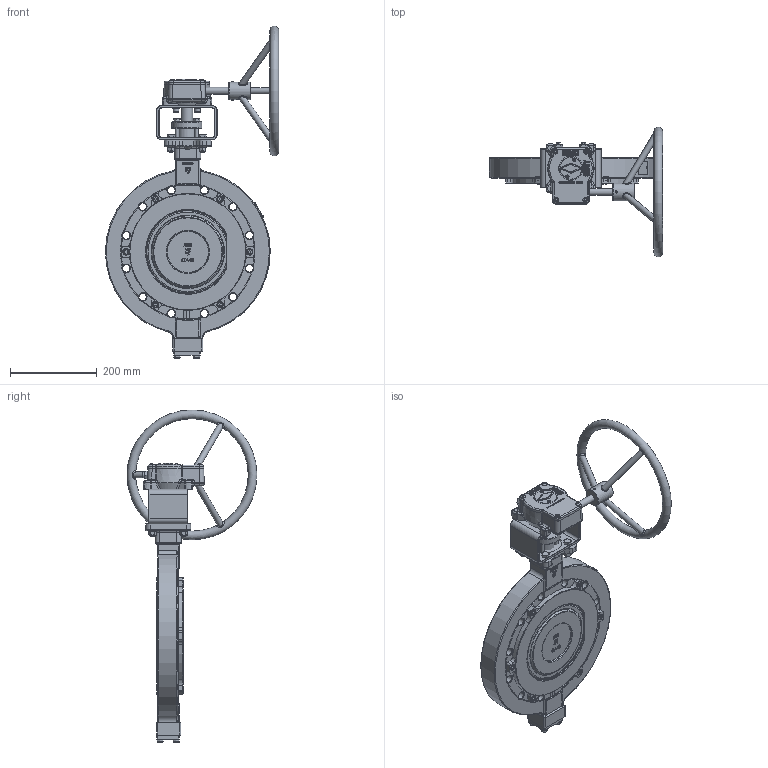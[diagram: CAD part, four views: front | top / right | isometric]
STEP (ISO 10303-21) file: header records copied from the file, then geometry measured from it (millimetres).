
FILE_DESCRIPTION(('HOOPS Exchange Step'),'2;1');
FILE_NAME('AK12_DN200_PN16_Getriebe.stp','2024-11-22T10:45:20+01:00',('nieru'),('Unknown organisation'),'HOOPS Exchange 2024.2','HOOPS Exchange','Unknown authorisation');
FILE_SCHEMA( ('AP203_CONFIGURATION_CONTROLLED_3D_DESIGN_OF_MECHANICAL_PARTS_AND_ASSEMBLIES_MIM_LF') );
Length unit declared in the file: millimetre
Products named in the file (10): 0; root
Assembly tree (9 placements, depth 4):
  root
    0
    0
      0
      0
      0
      0
        0
      0
        0
Bounding box: 400.34 x 300 x 767.4 mm (x, y, z)
Volume: 6184393.2 mm3; surface area: 807720.8 mm2
Topology: 79 solids, 708 shells, 2920 faces, 8577 edges, 6447 vertices
Faces by surface type: bspline 803, plane 782, cylinder 735, cone 298, torus 265, sphere 37
Full cylindrical faces by diameter (mm): 4.2 x2, 6.8 x3, 8 x7, 9 x4, 10 x4, 10.106 x4, 10.5 x4, 11 x4, 12 x4, 13 x13, 14 x3, 14.6 x4, 14.8 x4, 15 x2, 16 x9, 17.15 x1, 17.5 x12, 18.1 x4, 22 x2, 22.594 x4, 25 x1, 26.689 x1, 35 x1, 40 x1, 41.044 x1, 52 x1, 56 x1, 69.5 x1, 75 x1, 195.6 x1
Entity records: 262860 total; most frequent: CARTESIAN_POINT 188724, ORIENTED_EDGE 14006, DIRECTION 13422, EDGE_CURVE 8500, VERTEX_POINT 6452, AXIS2_PLACEMENT_3D 5388, EDGE_LOOP 3132, FACE_BOUND 3132
